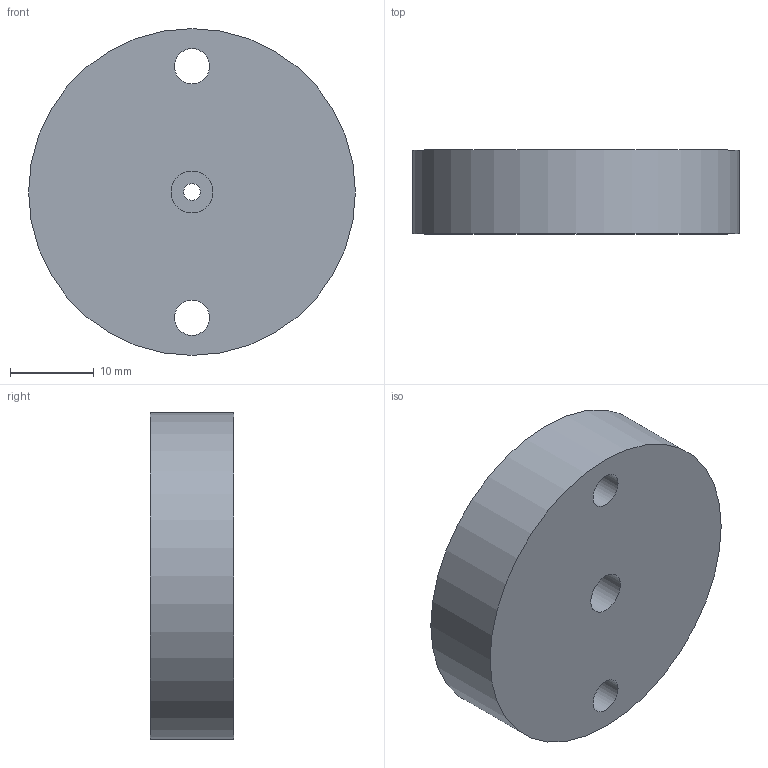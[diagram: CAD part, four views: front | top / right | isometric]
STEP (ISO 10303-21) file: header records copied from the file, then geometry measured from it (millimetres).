
FILE_DESCRIPTION(/* description */ (''),/* implementation_level */ '2;1');
FILE_NAME(/* name */ 'Source holder.step',/* time_stamp */ '2017-02-06T16:43:39+01:00',/* author */ (''),/* organization */ (''),/* preprocessor_version */ 'ST-DEVELOPER v16.5',/* originating_system */ 'Autodesk Translation Framework v5.2.0.2920',/* authorisation */ '');
FILE_SCHEMA (('AUTOMOTIVE_DESIGN { 1 0 10303 214 3 1 1 }'));
Length unit declared in the file: millimetre
Products named in the file (2): Source holder v2; Source holder
Assembly tree (1 placements, depth 2):
  Source holder v2
    Source holder
Bounding box: 39 x 10 x 39 mm (x, y, z)
Volume: 11157.8 mm3; surface area: 4064.8 mm2
Topology: 1 solids, 1 shells, 12 faces, 23 edges, 16 vertices
Faces by surface type: cylinder 7, plane 5
Full cylindrical faces by diameter (mm): 2 x1, 4.2 x2, 5 x1, 8 x2, 39 x1
Entity records: 318 total; most frequent: DIRECTION 58, CARTESIAN_POINT 43, AXIS2_PLACEMENT_3D 29, EDGE_LOOP 28, ORIENTED_EDGE 28, FACE_BOUND 16, CIRCLE 14, VERTEX_POINT 14
